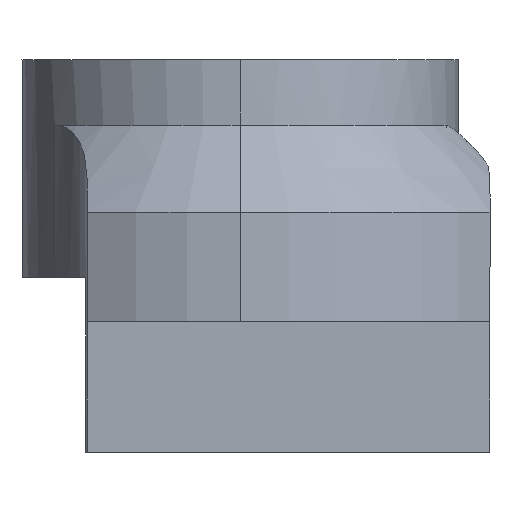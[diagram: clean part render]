
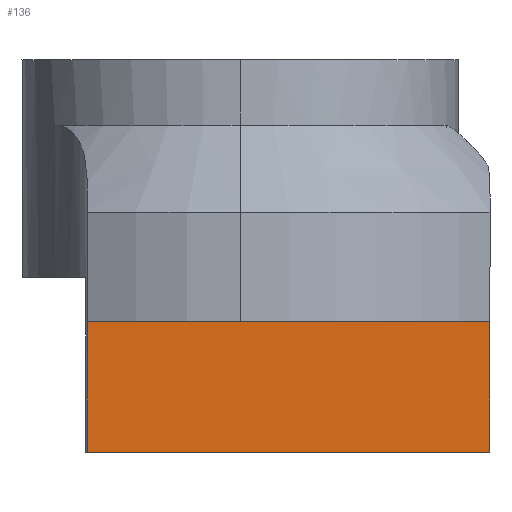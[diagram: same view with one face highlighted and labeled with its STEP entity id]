
A CAD part, left-side view. The second image highlights one B-rep face of the part: STEP entity #136.
In plain terms, the highlighted planar face has unit normal (-1, 0, 0).
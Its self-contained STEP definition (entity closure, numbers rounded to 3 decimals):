
#51 = DIRECTION ( 'NONE',  ( 0., 0., 1. ) ) ;
#66 = CARTESIAN_POINT ( 'NONE',  ( -9.3, 0., 6. ) ) ;
#68 = EDGE_CURVE ( 'NONE', #664, #269, #880, .T. ) ;
#76 = CARTESIAN_POINT ( 'NONE',  ( -9.3, 0., 6. ) ) ;
#97 = CARTESIAN_POINT ( 'NONE',  ( -9.3, 7., 0. ) ) ;
#121 = LINE ( 'NONE', #1086, #698 ) ;
#136 = ADVANCED_FACE ( 'NONE', ( #822 ), #1164, .T. ) ;
#137 = ORIENTED_EDGE ( 'NONE', *, *, #784, .F. ) ;
#213 = VECTOR ( 'NONE', #505, 1000. ) ;
#258 = ORIENTED_EDGE ( 'NONE', *, *, #319, .T. ) ;
#265 = CARTESIAN_POINT ( 'NONE',  ( -9.3, -11.449, 0. ) ) ;
#269 = VERTEX_POINT ( 'NONE', #265 ) ;
#319 = EDGE_CURVE ( 'NONE', #664, #359, #409, .T. ) ;
#324 = VECTOR ( 'NONE', #803, 1000. ) ;
#359 = VERTEX_POINT ( 'NONE', #706 ) ;
#395 = LINE ( 'NONE', #920, #846 ) ;
#409 = LINE ( 'NONE', #76, #324 ) ;
#414 = ORIENTED_EDGE ( 'NONE', *, *, #644, .F. ) ;
#418 = CARTESIAN_POINT ( 'NONE',  ( -9.3, -11.449, 6. ) ) ;
#478 = VERTEX_POINT ( 'NONE', #97 ) ;
#505 = DIRECTION ( 'NONE',  ( 0., 0., -1. ) ) ;
#574 = DIRECTION ( 'NONE',  ( 0., 1., 0. ) ) ;
#617 = DIRECTION ( 'NONE',  ( -1., 0., 0. ) ) ;
#644 = EDGE_CURVE ( 'NONE', #478, #359, #121, .T. ) ;
#664 = VERTEX_POINT ( 'NONE', #979 ) ;
#692 = AXIS2_PLACEMENT_3D ( 'NONE', #66, #617, #883 ) ;
#698 = VECTOR ( 'NONE', #51, 1000. ) ;
#706 = CARTESIAN_POINT ( 'NONE',  ( -9.3, 7., 6. ) ) ;
#751 = ORIENTED_EDGE ( 'NONE', *, *, #68, .F. ) ;
#784 = EDGE_CURVE ( 'NONE', #269, #478, #395, .T. ) ;
#803 = DIRECTION ( 'NONE',  ( 0., 1., 0. ) ) ;
#821 = EDGE_LOOP ( 'NONE', ( #414, #137, #751, #258 ) ) ;
#822 = FACE_OUTER_BOUND ( 'NONE', #821, .T. ) ;
#846 = VECTOR ( 'NONE', #574, 1000. ) ;
#880 = LINE ( 'NONE', #418, #213 ) ;
#883 = DIRECTION ( 'NONE',  ( 0., 0., 1. ) ) ;
#920 = CARTESIAN_POINT ( 'NONE',  ( -9.3, 0., 0. ) ) ;
#979 = CARTESIAN_POINT ( 'NONE',  ( -9.3, -11.449, 6. ) ) ;
#1086 = CARTESIAN_POINT ( 'NONE',  ( -9.3, 7., 6. ) ) ;
#1164 = PLANE ( 'NONE',  #692 ) ;
